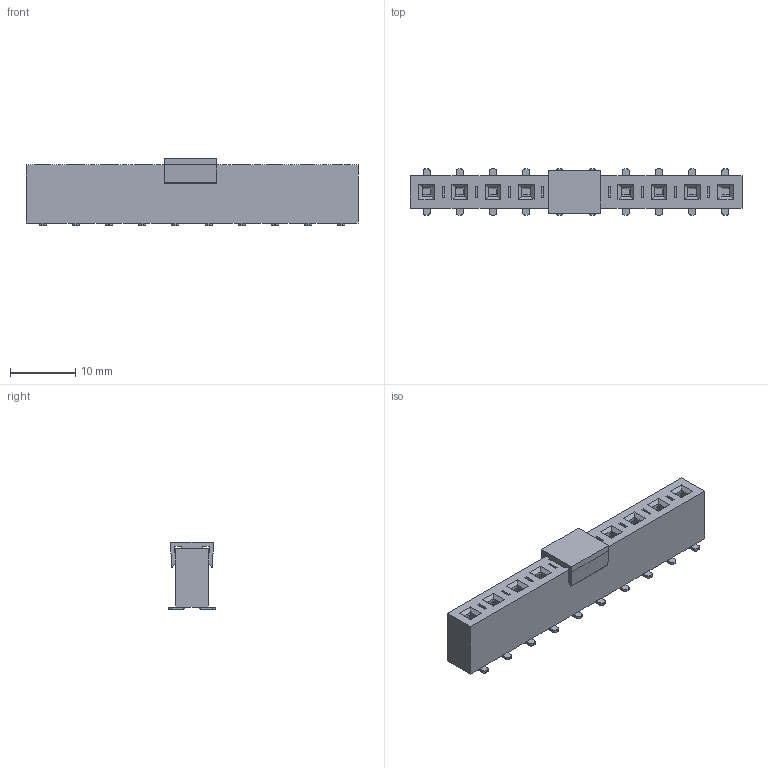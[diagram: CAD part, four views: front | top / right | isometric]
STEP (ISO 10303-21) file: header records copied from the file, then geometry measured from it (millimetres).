
FILE_DESCRIPTION( ('This file contains a STEP AP42 implementation' ,'as created by ZW3D STEP Interface translator.') ,'2;1' );
FILE_NAME( '2989-1XXMXXXUNX1.stp' ,'23 9 9.1133 3', (''), ('ZWCAD Software Co.'), 'Version 1.0', 'ZW3D to STEP translator', '' );
FILE_SCHEMA(('AUTOMOTIVE_DESIGN { 1 0 10303 214 1 1 1 1 }'));
Length unit declared in the file: millimetre
Products named in the file (2): 0; 2989-1XXMXXXUNX1
Bounding box: 50.8 x 7.1 x 10.3 mm (x, y, z)
Volume: 1874.7 mm3; surface area: 3778.7 mm2
Topology: 21 solids, 21 shells, 1087 faces, 3136 edges, 2120 vertices
Faces by surface type: plane 789, cylinder 184, bspline 114
Entity records: 46455 total; most frequent: CARTESIAN_POINT 22146, ORIENTED_EDGE 6272, EDGE_CURVE 3136, DIRECTION 2664, B_SPLINE_CURVE_WITH_KNOTS 2436, VERTEX_POINT 2120, EDGE_LOOP 1116, FACE_OUTER_BOUND 1087
